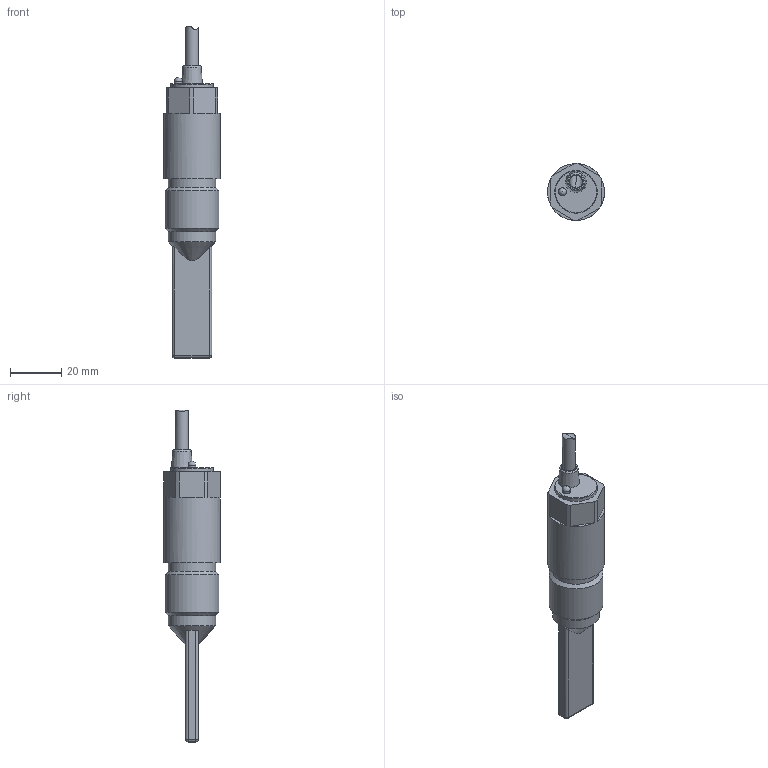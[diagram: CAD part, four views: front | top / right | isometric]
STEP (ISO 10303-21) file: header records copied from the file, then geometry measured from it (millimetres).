
FILE_DESCRIPTION(/* description */ (''),/* implementation_level */ '2;1');
FILE_NAME(/* name */ 'KA1323_Shrinkwrap_1.stp',/* time_stamp */ '2021-08-24T16:24:34+02:00',/* author */ ('Krieger Anja'),/* organization */ (''),/* preprocessor_version */ 'ST-DEVELOPER v18.1',/* originating_system */ 'Autodesk Inventor 2021',/* authorisation */ '');
FILE_SCHEMA (('AUTOMOTIVE_DESIGN { 1 0 10303 214 3 1 1 }'));
Length unit declared in the file: millimetre
Products named in the file (1): KA1323_Shrinkwrap_1
Bounding box: 22.12 x 22.12 x 128.97 mm (x, y, z)
Volume: 25729.1 mm3; surface area: 6988.2 mm2
Topology: 1 solids, 1 shells, 55 faces, 131 edges, 83 vertices
Faces by surface type: plane 26, cylinder 18, sphere 5, cone 4, torus 2
Full cylindrical faces by diameter (mm): 3 x1, 3.1 x1, 5 x1, 16.5 x1, 18.32 x2, 20.96 x1, 22.12 x1
Entity records: 1793 total; most frequent: CARTESIAN_POINT 369, DIRECTION 287, ORIENTED_EDGE 260, EDGE_CURVE 130, AXIS2_PLACEMENT_3D 115, VERTEX_POINT 83, EDGE_LOOP 61, CIRCLE 59
